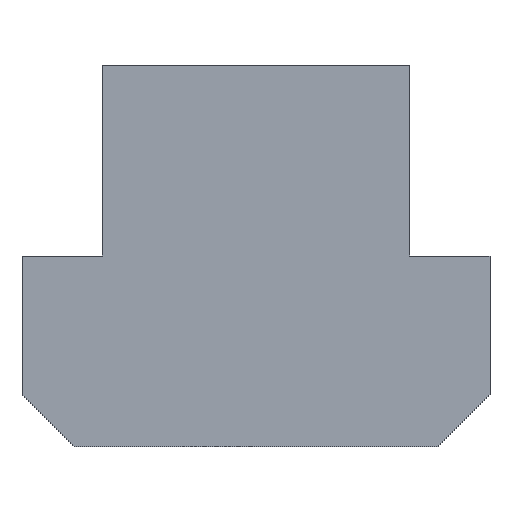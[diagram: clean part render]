
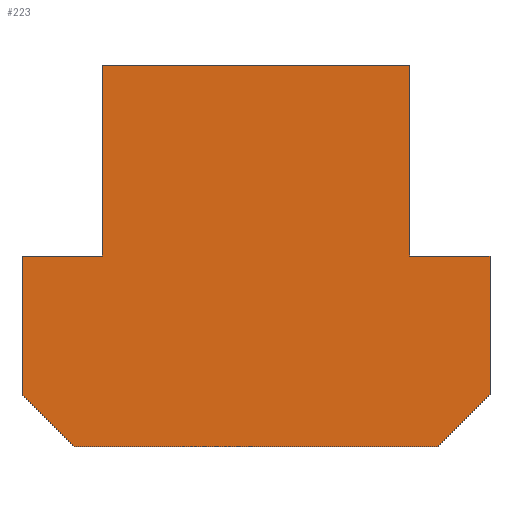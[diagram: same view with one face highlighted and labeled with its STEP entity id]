
A CAD part, front view. The second image highlights one B-rep face of the part: STEP entity #223.
In plain terms, the highlighted planar face has unit normal (0, -1, 0).
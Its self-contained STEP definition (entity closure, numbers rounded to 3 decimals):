
#117=EDGE_CURVE('',#133,#239,#302,.T.);
#127=EDGE_CURVE('',#151,#133,#313,.T.);
#133=VERTEX_POINT('',#319);
#149=EDGE_CURVE('',#245,#151,#337,.T.);
#151=VERTEX_POINT('',#339);
#155=EDGE_CURVE('',#185,#235,#343,.T.);
#175=EDGE_CURVE('',#193,#185,#365,.T.);
#185=VERTEX_POINT('',#375);
#193=VERTEX_POINT('',#383);
#195=EDGE_CURVE('',#217,#193,#385,.T.);
#213=EDGE_CURVE('',#263,#217,#405,.T.);
#217=VERTEX_POINT('',#409);
#223=ADVANCED_FACE('',(#415),#416,.T.);
#225=EDGE_CURVE('',#239,#255,#418,.T.);
#229=EDGE_CURVE('',#235,#245,#422,.T.);
#235=VERTEX_POINT('',#429);
#239=VERTEX_POINT('',#433);
#243=EDGE_CURVE('',#255,#263,#437,.T.);
#245=VERTEX_POINT('',#439);
#255=VERTEX_POINT('',#452);
#263=VERTEX_POINT('',#461);
#302=LINE('',#497,#498);
#313=LINE('',#513,#514);
#319=CARTESIAN_POINT('',(27.0,-27.0,0.0));
#337=LINE('',#545,#546);
#339=CARTESIAN_POINT('',(17.75,-27.0,0.0));
#343=LINE('',#554,#555);
#365=LINE('',#588,#589);
#375=CARTESIAN_POINT('',(-17.75,-27.0,0.0));
#383=CARTESIAN_POINT('',(-27.0,-27.0,0.0));
#385=LINE('',#618,#619);
#405=LINE('',#649,#650);
#409=CARTESIAN_POINT('',(-27.0,-27.0,-16.0));
#415=FACE_OUTER_BOUND('',#662,.T.);
#416=PLANE('',#663);
#418=LINE('',#666,#667);
#422=LINE('',#674,#675);
#429=CARTESIAN_POINT('',(-17.75,-27.0,22.0));
#433=CARTESIAN_POINT('',(27.0,-27.0,-16.0));
#437=LINE('',#695,#696);
#439=CARTESIAN_POINT('',(17.75,-27.0,22.0));
#452=CARTESIAN_POINT('',(21.0,-27.0,-22.0));
#461=CARTESIAN_POINT('',(-21.0,-27.0,-22.0));
#497=CARTESIAN_POINT('',(27.0,-27.0,-16.0));
#498=VECTOR('',#756,1.0);
#513=CARTESIAN_POINT('',(27.0,-27.0,0.0));
#514=VECTOR('',#768,1.0);
#545=CARTESIAN_POINT('',(17.75,-27.0,0.0));
#546=VECTOR('',#793,1.0);
#554=CARTESIAN_POINT('',(-17.75,-27.0,22.0));
#555=VECTOR('',#797,1.0);
#588=CARTESIAN_POINT('',(-17.75,-27.0,0.0));
#589=VECTOR('',#818,1.0);
#618=CARTESIAN_POINT('',(-27.0,-27.0,0.0));
#619=VECTOR('',#823,1.0);
#649=CARTESIAN_POINT('',(-27.0,-27.0,-16.0));
#650=VECTOR('',#853,1.0);
#662=EDGE_LOOP('',(#856,#857,#858,#859,#860,#861,#862,#863,#864,#865));
#663=AXIS2_PLACEMENT_3D('',#866,#867,#868);
#666=CARTESIAN_POINT('',(21.0,-27.0,-22.0));
#667=VECTOR('',#869,1.0);
#674=CARTESIAN_POINT('',(17.75,-27.0,22.0));
#675=VECTOR('',#871,1.0);
#695=CARTESIAN_POINT('',(-21.0,-27.0,-22.0));
#696=VECTOR('',#882,1.0);
#756=DIRECTION('',(0.0,0.,-1.0));
#768=DIRECTION('',(1.0,0.0,0.0));
#793=DIRECTION('',(0.0,0.,-1.0));
#797=DIRECTION('',(0.0,0.,1.0));
#818=DIRECTION('',(1.0,0.0,0.0));
#823=DIRECTION('',(0.0,0.,1.0));
#853=DIRECTION('',(-0.707,0.,0.707));
#856=ORIENTED_EDGE('',*,*,#225,.F.);
#857=ORIENTED_EDGE('',*,*,#117,.F.);
#858=ORIENTED_EDGE('',*,*,#127,.F.);
#859=ORIENTED_EDGE('',*,*,#149,.F.);
#860=ORIENTED_EDGE('',*,*,#229,.F.);
#861=ORIENTED_EDGE('',*,*,#155,.F.);
#862=ORIENTED_EDGE('',*,*,#175,.F.);
#863=ORIENTED_EDGE('',*,*,#195,.F.);
#864=ORIENTED_EDGE('',*,*,#213,.F.);
#865=ORIENTED_EDGE('',*,*,#243,.F.);
#866=CARTESIAN_POINT('',(0.,-27.0,-1.256));
#867=DIRECTION('',(0.0,-1.0,0.));
#868=DIRECTION('',(1.0,0.0,0.0));
#869=DIRECTION('',(-0.707,0.,-0.707));
#871=DIRECTION('',(1.0,0.0,0.0));
#882=DIRECTION('',(-1.0,0.0,0.0));
